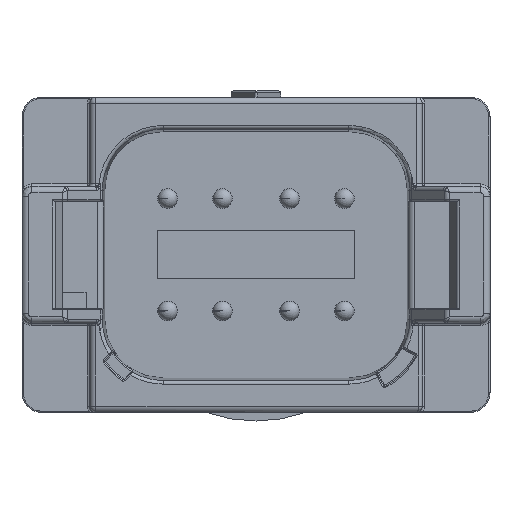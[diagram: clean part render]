
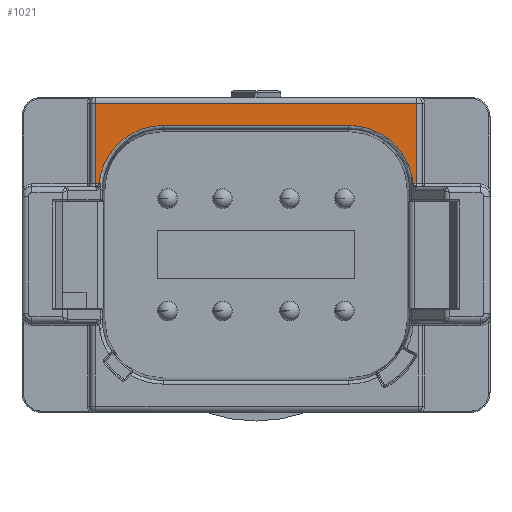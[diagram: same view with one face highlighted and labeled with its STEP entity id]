
A CAD part, front view. The second image highlights one B-rep face of the part: STEP entity #1021.
In plain terms, the highlighted planar face has unit normal (0, -1, 0).
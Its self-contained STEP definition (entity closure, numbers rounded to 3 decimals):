
#507=B_SPLINE_CURVE_WITH_KNOTS('',3,(#17173,#17174,#17175,#17176,#17177,
#17178,#17179,#17180),.UNSPECIFIED.,.F.,.F.,(4,2,2,4),(0.,0.025,
0.968,1.),.UNSPECIFIED.);
#715=PLANE('',#10325);
#1021=ADVANCED_FACE('',(#1831),#715,.T.);
#1831=FACE_OUTER_BOUND('',#2440,.T.);
#2440=EDGE_LOOP('',(#5160,#5161,#5162,#5163,#5164,#5165,#5166,#5167,#5168));
#3163=LINE('',#17183,#3710);
#3164=LINE('',#17185,#3711);
#3165=LINE('',#17187,#3712);
#3166=LINE('',#17189,#3713);
#3167=LINE('',#17191,#3714);
#3168=LINE('',#17195,#3715);
#3710=VECTOR('',#12270,1.);
#3711=VECTOR('',#12271,1.);
#3712=VECTOR('',#12272,1.);
#3713=VECTOR('',#12273,1.);
#3714=VECTOR('',#12274,1.);
#3715=VECTOR('',#12277,1.);
#5160=ORIENTED_EDGE('',*,*,#8482,.T.);
#5161=ORIENTED_EDGE('',*,*,#8483,.T.);
#5162=ORIENTED_EDGE('',*,*,#8484,.T.);
#5163=ORIENTED_EDGE('',*,*,#8485,.T.);
#5164=ORIENTED_EDGE('',*,*,#8486,.T.);
#5165=ORIENTED_EDGE('',*,*,#8487,.T.);
#5166=ORIENTED_EDGE('',*,*,#8488,.T.);
#5167=ORIENTED_EDGE('',*,*,#8489,.T.);
#5168=ORIENTED_EDGE('',*,*,#8490,.T.);
#7389=VERTEX_POINT('',#17181);
#7390=VERTEX_POINT('',#17182);
#7391=VERTEX_POINT('',#17184);
#7392=VERTEX_POINT('',#17186);
#7393=VERTEX_POINT('',#17188);
#7394=VERTEX_POINT('',#17190);
#7395=VERTEX_POINT('',#17192);
#7396=VERTEX_POINT('',#17194);
#7397=VERTEX_POINT('',#17196);
#8482=EDGE_CURVE('',#7389,#7390,#507,.T.);
#8483=EDGE_CURVE('',#7390,#7391,#3163,.T.);
#8484=EDGE_CURVE('',#7391,#7392,#3164,.T.);
#8485=EDGE_CURVE('',#7392,#7393,#3165,.T.);
#8486=EDGE_CURVE('',#7393,#7394,#3166,.T.);
#8487=EDGE_CURVE('',#7394,#7395,#3167,.T.);
#8488=EDGE_CURVE('',#7395,#7396,#9510,.T.);
#8489=EDGE_CURVE('',#7396,#7397,#3168,.T.);
#8490=EDGE_CURVE('',#7397,#7389,#9511,.T.);
#9510=CIRCLE('',#10323,5.254);
#9511=CIRCLE('',#10324,5.254);
#10323=AXIS2_PLACEMENT_3D('',#17193,#12275,#12276);
#10324=AXIS2_PLACEMENT_3D('',#17197,#12278,#12279);
#10325=AXIS2_PLACEMENT_3D('',#17198,#12280,#12281);
#12270=DIRECTION('',(1.,0.,0.));
#12271=DIRECTION('',(0.,0.,1.));
#12272=DIRECTION('',(-1.,0.,0.));
#12273=DIRECTION('',(0.,0.,-1.));
#12274=DIRECTION('',(1.,0.,0.));
#12275=DIRECTION('',(0.,1.,0.));
#12276=DIRECTION('',(0.,0.,-1.));
#12277=DIRECTION('',(1.,0.,0.));
#12278=DIRECTION('',(0.,1.,0.));
#12279=DIRECTION('',(0.,0.,-1.));
#12280=DIRECTION('',(0.,-1.,0.));
#12281=DIRECTION('',(0.,0.,1.));
#17173=CARTESIAN_POINT('',(12.66,0.,5.779));
#17174=CARTESIAN_POINT('',(12.661,0.,5.774));
#17175=CARTESIAN_POINT('',(12.662,0.,5.769));
#17176=CARTESIAN_POINT('',(12.706,0.,5.568));
#17177=CARTESIAN_POINT('',(12.737,0.,5.37));
#17178=CARTESIAN_POINT('',(12.758,0.,5.164));
#17179=CARTESIAN_POINT('',(12.758,0.,5.157));
#17180=CARTESIAN_POINT('',(12.759,0.,5.15));
#17181=CARTESIAN_POINT('',(12.66,0.,5.779));
#17182=CARTESIAN_POINT('',(12.759,0.,5.15));
#17183=CARTESIAN_POINT('',(0.,0.,5.15));
#17184=CARTESIAN_POINT('',(13.,0.,5.15));
#17185=CARTESIAN_POINT('',(13.,0.,0.));
#17186=CARTESIAN_POINT('',(13.,0.,11.7));
#17187=CARTESIAN_POINT('',(0.,0.,11.7));
#17188=CARTESIAN_POINT('',(-13.,0.,11.7));
#17189=CARTESIAN_POINT('',(-13.,0.,0.));
#17190=CARTESIAN_POINT('',(-13.,0.,5.15));
#17191=CARTESIAN_POINT('',(-12.767,0.,5.15));
#17192=CARTESIAN_POINT('',(-12.752,0.,5.15));
#17193=CARTESIAN_POINT('',(-7.522,0.,4.65));
#17194=CARTESIAN_POINT('',(-7.522,0.,9.904));
#17195=CARTESIAN_POINT('',(0.,0.,9.904));
#17196=CARTESIAN_POINT('',(7.528,0.,9.904));
#17197=CARTESIAN_POINT('',(7.528,0.,4.65));
#17198=CARTESIAN_POINT('',(0.,0.,0.));
